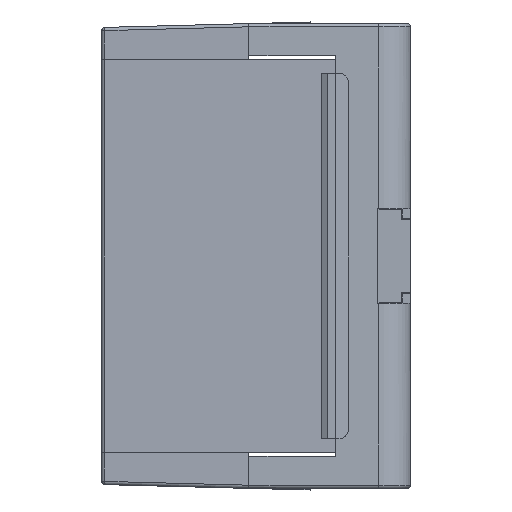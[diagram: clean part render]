
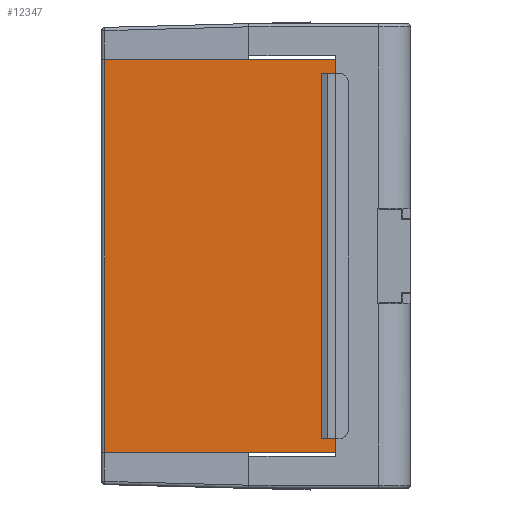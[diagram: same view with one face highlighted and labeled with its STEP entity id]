
A CAD part, left-side view. The second image highlights one B-rep face of the part: STEP entity #12347.
In plain terms, the highlighted planar face has unit normal (-1, 0.016, 0).
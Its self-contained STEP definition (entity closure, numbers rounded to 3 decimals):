
#221 = EDGE_CURVE ( 'NONE', #1531, #2454, #8016, .T. ) ;
#789 = ORIENTED_EDGE ( 'NONE', *, *, #221, .T. ) ;
#1103 = CARTESIAN_POINT ( 'NONE',  ( -44.57, 35.701, -133.265 ) ) ;
#1128 = CARTESIAN_POINT ( 'NONE',  ( -44.927, 13.392, -5.56 ) ) ;
#1348 = ORIENTED_EDGE ( 'NONE', *, *, #2872, .T. ) ;
#1531 = VERTEX_POINT ( 'NONE', #1128 ) ;
#1533 = VECTOR ( 'NONE', #11917, 1000. ) ;
#1555 = LINE ( 'NONE', #12011, #7644 ) ;
#1671 = LINE ( 'NONE', #11072, #12418 ) ;
#1833 = CARTESIAN_POINT ( 'NONE',  ( -44.57, 35.701, -66.44 ) ) ;
#1908 = EDGE_CURVE ( 'NONE', #3184, #4510, #1671, .T. ) ;
#1957 = DIRECTION ( 'NONE',  ( 0., 0., 1. ) ) ;
#2199 = ORIENTED_EDGE ( 'NONE', *, *, #15827, .T. ) ;
#2277 = LINE ( 'NONE', #15453, #11778 ) ;
#2454 = VERTEX_POINT ( 'NONE', #10289 ) ;
#2464 = EDGE_CURVE ( 'NONE', #15022, #12924, #2277, .T. ) ;
#2794 = CARTESIAN_POINT ( 'NONE',  ( -44.57, 35.701, -5.56 ) ) ;
#2803 = LINE ( 'NONE', #3206, #12736 ) ;
#2872 = EDGE_CURVE ( 'NONE', #15686, #12725, #2803, .T. ) ;
#2904 = CARTESIAN_POINT ( 'NONE',  ( -45.141, 0., -5.56 ) ) ;
#3079 = LINE ( 'NONE', #2794, #12611 ) ;
#3184 = VERTEX_POINT ( 'NONE', #14304 ) ;
#3206 = CARTESIAN_POINT ( 'NONE',  ( -45.141, 0., -133.265 ) ) ;
#3444 = CARTESIAN_POINT ( 'NONE',  ( -44.57, 35.701, -133.265 ) ) ;
#3603 = ORIENTED_EDGE ( 'NONE', *, *, #2464, .F. ) ;
#3679 = EDGE_CURVE ( 'NONE', #12924, #2454, #8227, .T. ) ;
#4510 = VERTEX_POINT ( 'NONE', #16386 ) ;
#4662 = VECTOR ( 'NONE', #12263, 1000. ) ;
#4735 = DIRECTION ( 'NONE',  ( 0.016, 1., 0. ) ) ;
#4814 = CARTESIAN_POINT ( 'NONE',  ( -44.57, 35.701, -7.66 ) ) ;
#5096 = VECTOR ( 'NONE', #13436, 1000. ) ;
#5327 = ORIENTED_EDGE ( 'NONE', *, *, #9521, .T. ) ;
#5515 = DIRECTION ( 'NONE',  ( 0.016, 1., 0. ) ) ;
#5610 = DIRECTION ( 'NONE',  ( 0., 0., 1. ) ) ;
#5687 = AXIS2_PLACEMENT_3D ( 'NONE', #3444, #13661, #4735 ) ;
#5964 = EDGE_CURVE ( 'NONE', #4510, #15022, #11992, .T. ) ;
#6482 = EDGE_LOOP ( 'NONE', ( #12115, #2199, #1348, #5327, #789, #16414, #3603, #8788, #14254, #12653 ) ) ;
#6592 = CARTESIAN_POINT ( 'NONE',  ( -45.107, 2.122, -7.66 ) ) ;
#6826 = CARTESIAN_POINT ( 'NONE',  ( -44.57, 35.701, -5.56 ) ) ;
#7033 = EDGE_CURVE ( 'NONE', #12760, #3184, #8323, .T. ) ;
#7644 = VECTOR ( 'NONE', #5610, 1000. ) ;
#8016 = LINE ( 'NONE', #6826, #1533 ) ;
#8209 = FACE_OUTER_BOUND ( 'NONE', #6482, .T. ) ;
#8227 = LINE ( 'NONE', #1103, #14667 ) ;
#8323 = LINE ( 'NONE', #16216, #4662 ) ;
#8339 = VERTEX_POINT ( 'NONE', #6592 ) ;
#8342 = CARTESIAN_POINT ( 'NONE',  ( -44.927, 13.392, -66.44 ) ) ;
#8788 = ORIENTED_EDGE ( 'NONE', *, *, #5964, .F. ) ;
#9521 = EDGE_CURVE ( 'NONE', #12725, #1531, #3079, .T. ) ;
#9892 = PLANE ( 'NONE',  #5687 ) ;
#10148 = DIRECTION ( 'NONE',  ( -0.016, -1., 0. ) ) ;
#10155 = DIRECTION ( 'NONE',  ( 0., 0., 1. ) ) ;
#10289 = CARTESIAN_POINT ( 'NONE',  ( -44.57, 35.701, -5.56 ) ) ;
#11072 = CARTESIAN_POINT ( 'NONE',  ( -45.141, 0., 61.265 ) ) ;
#11778 = VECTOR ( 'NONE', #14170, 1000. ) ;
#11917 = DIRECTION ( 'NONE',  ( 0.016, 1., 0. ) ) ;
#11992 = LINE ( 'NONE', #1833, #5096 ) ;
#12011 = CARTESIAN_POINT ( 'NONE',  ( -45.107, 2.122, -133.265 ) ) ;
#12115 = ORIENTED_EDGE ( 'NONE', *, *, #16118, .T. ) ;
#12263 = DIRECTION ( 'NONE',  ( -0.016, -1., 0. ) ) ;
#12347 = ADVANCED_FACE ( 'NONE', ( #8209 ), #9892, .F. ) ;
#12418 = VECTOR ( 'NONE', #13653, 1000. ) ;
#12505 = CARTESIAN_POINT ( 'NONE',  ( -44.57, 35.701, -66.44 ) ) ;
#12611 = VECTOR ( 'NONE', #5515, 1000. ) ;
#12653 = ORIENTED_EDGE ( 'NONE', *, *, #7033, .F. ) ;
#12714 = LINE ( 'NONE', #4814, #13716 ) ;
#12725 = VERTEX_POINT ( 'NONE', #2904 ) ;
#12736 = VECTOR ( 'NONE', #1957, 1000. ) ;
#12760 = VERTEX_POINT ( 'NONE', #15916 ) ;
#12924 = VERTEX_POINT ( 'NONE', #12505 ) ;
#13436 = DIRECTION ( 'NONE',  ( 0.016, 1., 0. ) ) ;
#13531 = CARTESIAN_POINT ( 'NONE',  ( -45.141, 0., -7.66 ) ) ;
#13653 = DIRECTION ( 'NONE',  ( 0., 0., -1. ) ) ;
#13661 = DIRECTION ( 'NONE',  ( 1., -0.016, 0. ) ) ;
#13716 = VECTOR ( 'NONE', #10148, 1000. ) ;
#14170 = DIRECTION ( 'NONE',  ( 0.016, 1., 0. ) ) ;
#14254 = ORIENTED_EDGE ( 'NONE', *, *, #1908, .F. ) ;
#14304 = CARTESIAN_POINT ( 'NONE',  ( -45.141, 0., -64.34 ) ) ;
#14667 = VECTOR ( 'NONE', #10155, 1000. ) ;
#15022 = VERTEX_POINT ( 'NONE', #8342 ) ;
#15453 = CARTESIAN_POINT ( 'NONE',  ( -44.57, 35.701, -66.44 ) ) ;
#15686 = VERTEX_POINT ( 'NONE', #13531 ) ;
#15827 = EDGE_CURVE ( 'NONE', #8339, #15686, #12714, .T. ) ;
#15916 = CARTESIAN_POINT ( 'NONE',  ( -45.107, 2.122, -64.34 ) ) ;
#16118 = EDGE_CURVE ( 'NONE', #12760, #8339, #1555, .T. ) ;
#16216 = CARTESIAN_POINT ( 'NONE',  ( -44.57, 35.701, -64.34 ) ) ;
#16386 = CARTESIAN_POINT ( 'NONE',  ( -45.141, 0., -66.44 ) ) ;
#16414 = ORIENTED_EDGE ( 'NONE', *, *, #3679, .F. ) ;
